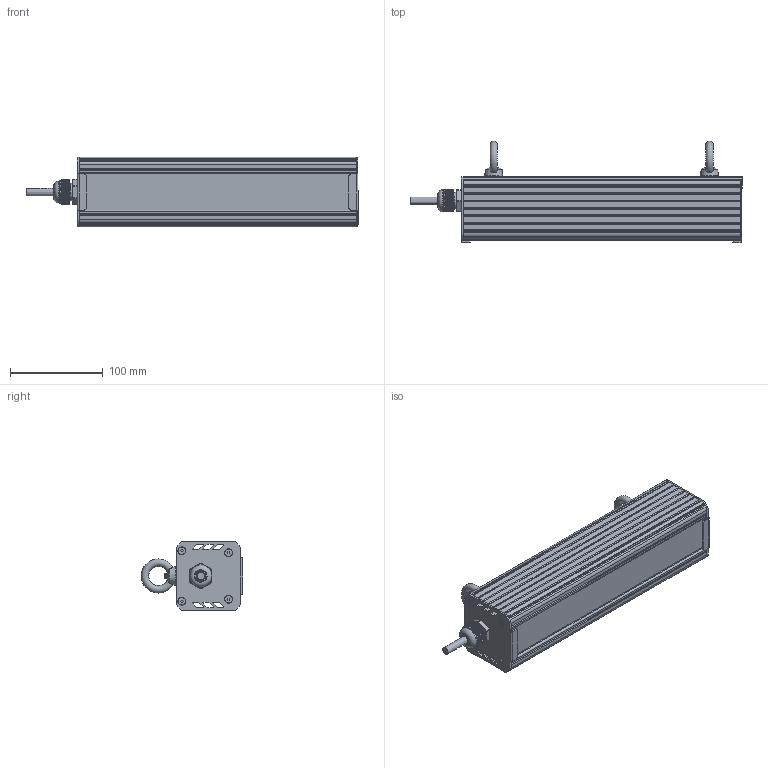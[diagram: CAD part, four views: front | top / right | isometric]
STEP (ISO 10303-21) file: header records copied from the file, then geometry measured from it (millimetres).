
FILE_DESCRIPTION(('STEP AP203'), '1');
FILE_NAME('001.0065.02.200 - ÃÑÏ Ôàâîðèò 20', '2023-06-30T07:59:35', ('Ëóêîíèí Å Ï'), ('ÎÊÁ Ñâîé Ñòèëü'), 'C3D Converter', 'C3D Toolkit', '');
FILE_SCHEMA(('CONFIG_CONTROL_DESIGN'));
Length unit declared in the file: millimetre
Products named in the file (24): 001.0065.02.200 СБ; 001.0065.02.000
Assembly tree (56 placements, depth 4):
  001.0065.02.200 СБ
    (unnamed)
      (unnamed)
      (unnamed)
      (unnamed)  x4
      (unnamed)  x4
      (unnamed)
      (unnamed)
      (unnamed)
      (unnamed)
      (unnamed)
        (unnamed)
      (unnamed)  x2
        (unnamed)
        (unnamed)
        (unnamed)
        (unnamed)
        (unnamed)
        (unnamed)
        (unnamed)
        (unnamed)
    001.0065.02.000  x2
      (unnamed)
      (unnamed)
Bounding box: 357 x 109.18 x 75.06 mm (x, y, z)
Volume: 420738.1 mm3; surface area: 389817 mm2
Topology: 86 solids, 86 shells, 1810 faces, 5027 edges, 3407 vertices
Faces by surface type: plane 1135, cylinder 541, cone 100, torus 13, bspline 13, sphere 8
Full cylindrical faces by diameter (mm): 1 x8, 1.522 x8, 3.2 x8, 3.5 x8, 4 x8, 6 x2, 8 x8, 12 x1, 12.5 x1, 16 x1, 18.5 x3, 20 x1, 23.5 x1
Entity records: 79601 total; most frequent: CARTESIAN_POINT 35877, ORIENTED_EDGE 7492, DIRECTION 6632, EDGE_CURVE 3746, VERTEX_POINT 2574, AXIS2_PLACEMENT_3D 2244, LINE 2144, VECTOR 2144
